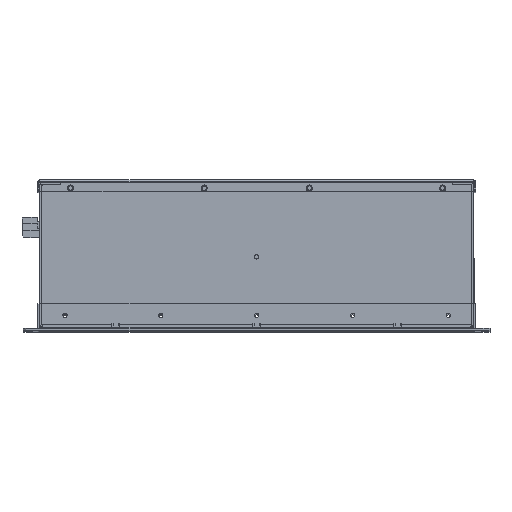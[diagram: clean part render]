
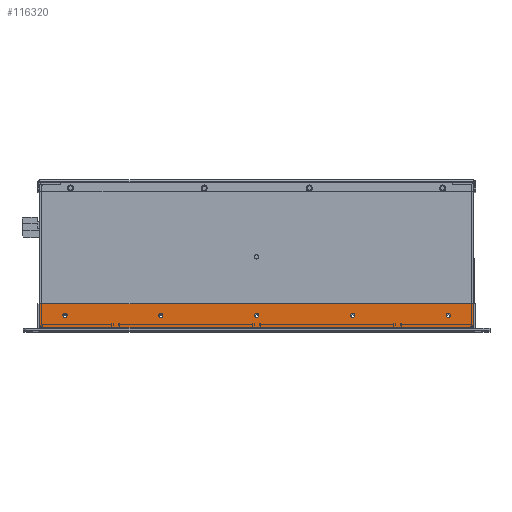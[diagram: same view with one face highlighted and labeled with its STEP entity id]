
A CAD part, top view. The second image highlights one B-rep face of the part: STEP entity #116320.
In plain terms, the highlighted planar face has unit normal (0, 0, 1).
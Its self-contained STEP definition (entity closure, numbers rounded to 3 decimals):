
#115839=DIRECTION('',(0.,1.,0.));
#115840=VECTOR('',#115839,25.5);
#115841=CARTESIAN_POINT('',(-230.75,3.,0.));
#115842=LINE('',#115841,#115840);
#115843=DIRECTION('',(1.,0.,0.));
#115844=VECTOR('',#115843,461.5);
#115845=CARTESIAN_POINT('',(-230.75,28.5,0.));
#115846=LINE('',#115845,#115844);
#115847=DIRECTION('',(0.,-1.,0.));
#115848=VECTOR('',#115847,25.5);
#115849=CARTESIAN_POINT('',(230.75,28.5,0.));
#115850=LINE('',#115849,#115848);
#115851=CARTESIAN_POINT('',(-204.,16.,0.));
#115852=DIRECTION('',(0.,0.,1.));
#115853=DIRECTION('',(-1.,0.,0.));
#115854=AXIS2_PLACEMENT_3D('',#115851,#115852,#115853);
#115856=CARTESIAN_POINT('',(-204.,16.,0.));
#115857=DIRECTION('',(0.,0.,1.));
#115858=DIRECTION('',(1.,0.,0.));
#115859=AXIS2_PLACEMENT_3D('',#115856,#115857,#115858);
#115861=CARTESIAN_POINT('',(-102.,16.,0.));
#115862=DIRECTION('',(0.,0.,1.));
#115863=DIRECTION('',(-1.,0.,0.));
#115864=AXIS2_PLACEMENT_3D('',#115861,#115862,#115863);
#115866=CARTESIAN_POINT('',(-102.,16.,0.));
#115867=DIRECTION('',(0.,0.,1.));
#115868=DIRECTION('',(1.,0.,0.));
#115869=AXIS2_PLACEMENT_3D('',#115866,#115867,#115868);
#115871=CARTESIAN_POINT('',(0.,16.,0.));
#115872=DIRECTION('',(0.,0.,1.));
#115873=DIRECTION('',(-1.,0.,0.));
#115874=AXIS2_PLACEMENT_3D('',#115871,#115872,#115873);
#115876=CARTESIAN_POINT('',(0.,16.,0.));
#115877=DIRECTION('',(0.,0.,1.));
#115878=DIRECTION('',(1.,0.,0.));
#115879=AXIS2_PLACEMENT_3D('',#115876,#115877,#115878);
#115881=CARTESIAN_POINT('',(102.,16.,0.));
#115882=DIRECTION('',(0.,0.,1.));
#115883=DIRECTION('',(-1.,0.,0.));
#115884=AXIS2_PLACEMENT_3D('',#115881,#115882,#115883);
#115886=CARTESIAN_POINT('',(102.,16.,0.));
#115887=DIRECTION('',(0.,0.,1.));
#115888=DIRECTION('',(1.,0.,0.));
#115889=AXIS2_PLACEMENT_3D('',#115886,#115887,#115888);
#115891=CARTESIAN_POINT('',(204.,16.,0.));
#115892=DIRECTION('',(0.,0.,1.));
#115893=DIRECTION('',(-1.,0.,0.));
#115894=AXIS2_PLACEMENT_3D('',#115891,#115892,#115893);
#115896=CARTESIAN_POINT('',(204.,16.,0.));
#115897=DIRECTION('',(0.,0.,1.));
#115898=DIRECTION('',(1.,0.,0.));
#115899=AXIS2_PLACEMENT_3D('',#115896,#115897,#115898);
#116023=DIRECTION('',(1.,0.,0.));
#116024=VECTOR('',#116023,461.5);
#116025=CARTESIAN_POINT('',(-230.75,3.,0.));
#116026=LINE('',#116025,#116024);
#116179=CARTESIAN_POINT('',(-230.75,3.,0.));
#116180=CARTESIAN_POINT('',(-230.75,28.5,0.));
#116181=VERTEX_POINT('',#116179);
#116182=VERTEX_POINT('',#116180);
#116183=CARTESIAN_POINT('',(230.75,28.5,0.));
#116184=VERTEX_POINT('',#116183);
#116185=CARTESIAN_POINT('',(230.75,3.,0.));
#116186=VERTEX_POINT('',#116185);
#116187=CARTESIAN_POINT('',(-206.25,16.,0.));
#116188=CARTESIAN_POINT('',(-201.75,16.,0.));
#116189=VERTEX_POINT('',#116187);
#116190=VERTEX_POINT('',#116188);
#116191=CARTESIAN_POINT('',(-104.25,16.,0.));
#116192=CARTESIAN_POINT('',(-99.75,16.,0.));
#116193=VERTEX_POINT('',#116191);
#116194=VERTEX_POINT('',#116192);
#116195=CARTESIAN_POINT('',(-2.25,16.,0.));
#116196=CARTESIAN_POINT('',(2.25,16.,0.));
#116197=VERTEX_POINT('',#116195);
#116198=VERTEX_POINT('',#116196);
#116199=CARTESIAN_POINT('',(99.75,16.,0.));
#116200=CARTESIAN_POINT('',(104.25,16.,0.));
#116201=VERTEX_POINT('',#116199);
#116202=VERTEX_POINT('',#116200);
#116203=CARTESIAN_POINT('',(201.75,16.,0.));
#116204=CARTESIAN_POINT('',(206.25,16.,0.));
#116205=VERTEX_POINT('',#116203);
#116206=VERTEX_POINT('',#116204);
#116275=CARTESIAN_POINT('',(0.,0.,0.));
#116276=DIRECTION('',(0.,0.,1.));
#116277=DIRECTION('',(1.,0.,0.));
#116278=AXIS2_PLACEMENT_3D('',#116275,#116276,#116277);
#116279=PLANE('',#116278);
#116281=ORIENTED_EDGE('',*,*,#116280,.T.);
#116283=ORIENTED_EDGE('',*,*,#116282,.T.);
#116285=ORIENTED_EDGE('',*,*,#116284,.T.);
#116287=ORIENTED_EDGE('',*,*,#116286,.F.);
#116288=EDGE_LOOP('',(#116281,#116283,#116285,#116287));
#116289=FACE_OUTER_BOUND('',#116288,.F.);
#116291=ORIENTED_EDGE('',*,*,#116290,.T.);
#116293=ORIENTED_EDGE('',*,*,#116292,.T.);
#116294=EDGE_LOOP('',(#116291,#116293));
#116295=FACE_BOUND('',#116294,.F.);
#116297=ORIENTED_EDGE('',*,*,#116296,.T.);
#116299=ORIENTED_EDGE('',*,*,#116298,.T.);
#116300=EDGE_LOOP('',(#116297,#116299));
#116301=FACE_BOUND('',#116300,.F.);
#116303=ORIENTED_EDGE('',*,*,#116302,.T.);
#116305=ORIENTED_EDGE('',*,*,#116304,.T.);
#116306=EDGE_LOOP('',(#116303,#116305));
#116307=FACE_BOUND('',#116306,.F.);
#116309=ORIENTED_EDGE('',*,*,#116308,.T.);
#116311=ORIENTED_EDGE('',*,*,#116310,.T.);
#116312=EDGE_LOOP('',(#116309,#116311));
#116313=FACE_BOUND('',#116312,.F.);
#116315=ORIENTED_EDGE('',*,*,#116314,.T.);
#116317=ORIENTED_EDGE('',*,*,#116316,.T.);
#116318=EDGE_LOOP('',(#116315,#116317));
#116319=FACE_BOUND('',#116318,.F.);
#116320=ADVANCED_FACE('',(#116289,#116295,#116301,#116307,#116313,#116319),
#116279,.T.);
#115855=CIRCLE('',#115854,2.25);
#115860=CIRCLE('',#115859,2.25);
#115865=CIRCLE('',#115864,2.25);
#115870=CIRCLE('',#115869,2.25);
#115875=CIRCLE('',#115874,2.25);
#115880=CIRCLE('',#115879,2.25);
#115885=CIRCLE('',#115884,2.25);
#115890=CIRCLE('',#115889,2.25);
#115895=CIRCLE('',#115894,2.25);
#115900=CIRCLE('',#115899,2.25);
#116280=EDGE_CURVE('',#116181,#116182,#115842,.T.);
#116282=EDGE_CURVE('',#116182,#116184,#115846,.T.);
#116284=EDGE_CURVE('',#116184,#116186,#115850,.T.);
#116286=EDGE_CURVE('',#116181,#116186,#116026,.T.);
#116290=EDGE_CURVE('',#116189,#116190,#115855,.T.);
#116292=EDGE_CURVE('',#116190,#116189,#115860,.T.);
#116296=EDGE_CURVE('',#116193,#116194,#115865,.T.);
#116298=EDGE_CURVE('',#116194,#116193,#115870,.T.);
#116302=EDGE_CURVE('',#116197,#116198,#115875,.T.);
#116304=EDGE_CURVE('',#116198,#116197,#115880,.T.);
#116308=EDGE_CURVE('',#116201,#116202,#115885,.T.);
#116310=EDGE_CURVE('',#116202,#116201,#115890,.T.);
#116314=EDGE_CURVE('',#116205,#116206,#115895,.T.);
#116316=EDGE_CURVE('',#116206,#116205,#115900,.T.);
